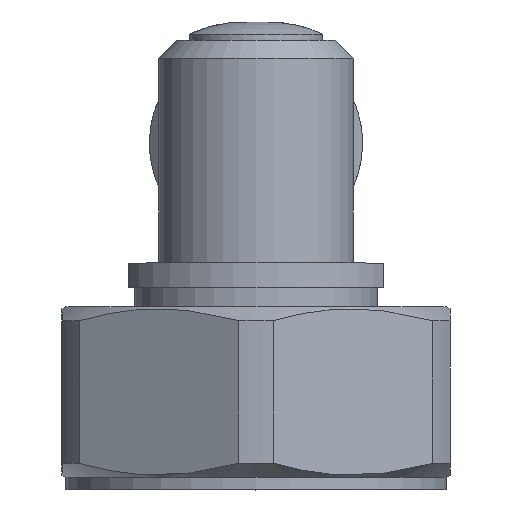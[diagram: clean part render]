
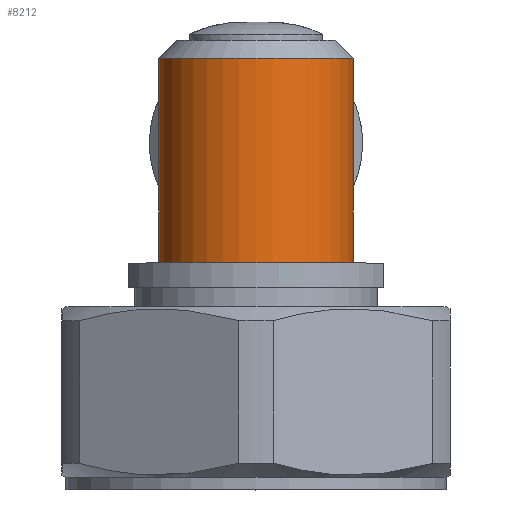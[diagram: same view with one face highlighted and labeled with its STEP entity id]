
A CAD part, top view. The second image highlights one B-rep face of the part: STEP entity #8212.
In plain terms, the highlighted cylindrical face has radius 8 mm (diameter 16 mm), a partial arc.
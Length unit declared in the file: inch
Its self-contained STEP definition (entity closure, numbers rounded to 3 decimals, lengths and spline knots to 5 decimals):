
#6 = AXIS2_PLACEMENT_3D ( 'NONE', #5658, #8204, #162 ) ;
#162 = DIRECTION ( 'NONE',  ( 0., 0., 1. ) ) ;
#236 = ORIENTED_EDGE ( 'NONE', *, *, #326, .T. ) ;
#284 = CARTESIAN_POINT ( 'NONE',  ( 1.37795, 0., 0.31496 ) ) ;
#326 = EDGE_CURVE ( 'NONE', #4965, #3636, #1102, .T. ) ;
#371 = CARTESIAN_POINT ( 'NONE',  ( 0.71654, 0., 0.31496 ) ) ;
#414 = LINE ( 'NONE', #3170, #7661 ) ;
#436 = EDGE_CURVE ( 'NONE', #6834, #3636, #414, .T. ) ;
#540 = DIRECTION ( 'NONE',  ( -1., 0., 0. ) ) ;
#657 = AXIS2_PLACEMENT_3D ( 'NONE', #4067, #6174, #1104 ) ;
#740 = EDGE_CURVE ( 'NONE', #6834, #3207, #8091, .T. ) ;
#1102 = CIRCLE ( 'NONE', #657, 0.31496 ) ;
#1104 = DIRECTION ( 'NONE',  ( 0., 0., -1. ) ) ;
#1133 = LINE ( 'NONE', #6118, #5319 ) ;
#2227 = EDGE_CURVE ( 'NONE', #3207, #4965, #1133, .T. ) ;
#2666 = ORIENTED_EDGE ( 'NONE', *, *, #436, .F. ) ;
#2738 = DIRECTION ( 'NONE',  ( 0., 0., -1. ) ) ;
#3036 = CARTESIAN_POINT ( 'NONE',  ( 0.71654, 0., -0.31496 ) ) ;
#3170 = CARTESIAN_POINT ( 'NONE',  ( 1.43701, 0., -0.31496 ) ) ;
#3207 = VERTEX_POINT ( 'NONE', #284 ) ;
#3636 = VERTEX_POINT ( 'NONE', #3036 ) ;
#3816 = AXIS2_PLACEMENT_3D ( 'NONE', #7489, #8154, #2738 ) ;
#4067 = CARTESIAN_POINT ( 'NONE',  ( 0.71654, 0., 0. ) ) ;
#4539 = DIRECTION ( 'NONE',  ( -1., 0., 0. ) ) ;
#4612 = EDGE_LOOP ( 'NONE', ( #2666, #7642, #6457, #236 ) ) ;
#4770 = CARTESIAN_POINT ( 'NONE',  ( 1.37795, 0., -0.31496 ) ) ;
#4949 = FACE_OUTER_BOUND ( 'NONE', #4612, .T. ) ;
#4965 = VERTEX_POINT ( 'NONE', #371 ) ;
#5319 = VECTOR ( 'NONE', #4539, 39.37008 ) ;
#5658 = CARTESIAN_POINT ( 'NONE',  ( 1.43701, 0., 0. ) ) ;
#6118 = CARTESIAN_POINT ( 'NONE',  ( 1.43701, 0., 0.31496 ) ) ;
#6174 = DIRECTION ( 'NONE',  ( 1., 0., 0. ) ) ;
#6457 = ORIENTED_EDGE ( 'NONE', *, *, #2227, .T. ) ;
#6834 = VERTEX_POINT ( 'NONE', #4770 ) ;
#7489 = CARTESIAN_POINT ( 'NONE',  ( 1.37795, 0., 0. ) ) ;
#7490 = CYLINDRICAL_SURFACE ( 'NONE', #6, 0.31496 ) ;
#7642 = ORIENTED_EDGE ( 'NONE', *, *, #740, .T. ) ;
#7661 = VECTOR ( 'NONE', #540, 39.37008 ) ;
#8091 = CIRCLE ( 'NONE', #3816, 0.31496 ) ;
#8154 = DIRECTION ( 'NONE',  ( -1., 0., 0. ) ) ;
#8204 = DIRECTION ( 'NONE',  ( -1., 0., 0. ) ) ;
#8212 = ADVANCED_FACE ( 'NONE', ( #4949 ), #7490, .T. ) ;
